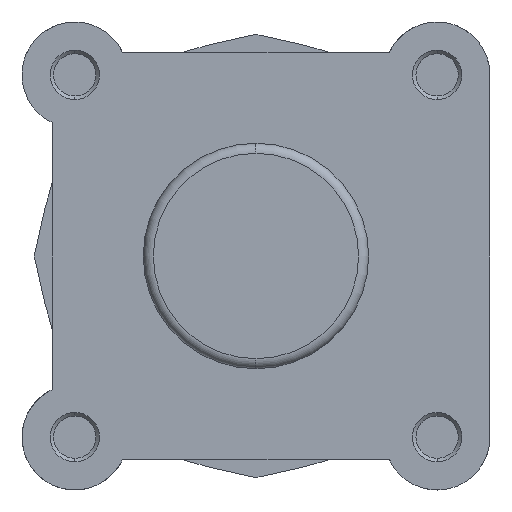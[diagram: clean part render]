
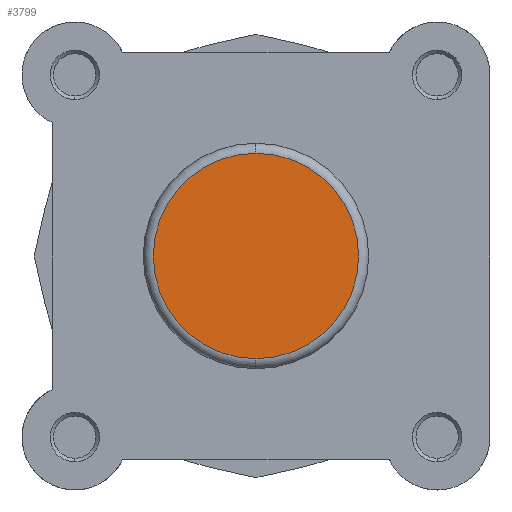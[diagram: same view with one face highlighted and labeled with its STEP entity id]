
A CAD part, left-side view. The second image highlights one B-rep face of the part: STEP entity #3799.
In plain terms, the highlighted planar face has unit normal (-1, 0, 0).
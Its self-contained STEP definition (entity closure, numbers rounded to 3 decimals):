
#647 = EDGE_CURVE ( 'NONE', #3554, #3553, #3051, .T. ) ;
#705 = EDGE_CURVE ( 'NONE', #3553, #3554, #3167, .T. ) ;
#992 = AXIS2_PLACEMENT_3D ( 'NONE', #4034, #4035, #4036 ) ;
#1024 = AXIS2_PLACEMENT_3D ( 'NONE', #4176, #4183, #4184 ) ;
#1279 = AXIS2_PLACEMENT_3D ( 'NONE', #1694, #1697, #1698 ) ;
#1694 = CARTESIAN_POINT ( 'NONE',  ( 0., 0., 0. ) ) ;
#1695 = PLANE ( 'NONE',  #1279 ) ;
#1697 = DIRECTION ( 'NONE',  ( 1., 0., 0. ) ) ;
#1698 = DIRECTION ( 'NONE',  ( 0., 0., -1. ) ) ;
#2395 = EDGE_LOOP ( 'NONE', ( #2446, #2450 ) ) ;
#2446 = ORIENTED_EDGE ( 'NONE', *, *, #705, .T. ) ;
#2450 = ORIENTED_EDGE ( 'NONE', *, *, #647, .T. ) ;
#3051 = CIRCLE ( 'NONE', #992, 20.4 ) ;
#3167 = CIRCLE ( 'NONE', #1024, 20.4 ) ;
#3553 = VERTEX_POINT ( 'NONE', #4993 ) ;
#3554 = VERTEX_POINT ( 'NONE', #4994 ) ;
#3799 = ADVANCED_FACE ( 'NONE', ( #5580 ), #1695, .F. ) ;
#4034 = CARTESIAN_POINT ( 'NONE',  ( 0., 0., 0. ) ) ;
#4035 = DIRECTION ( 'NONE',  ( -1., 0., 0. ) ) ;
#4036 = DIRECTION ( 'NONE',  ( 0., 0., -1. ) ) ;
#4176 = CARTESIAN_POINT ( 'NONE',  ( 0., 0., 0. ) ) ;
#4183 = DIRECTION ( 'NONE',  ( -1., 0., 0. ) ) ;
#4184 = DIRECTION ( 'NONE',  ( 0., 0., -1. ) ) ;
#4993 = CARTESIAN_POINT ( 'NONE',  ( 0., 0., -20.4 ) ) ;
#4994 = CARTESIAN_POINT ( 'NONE',  ( 0., 0., 20.4 ) ) ;
#5580 = FACE_OUTER_BOUND ( 'NONE', #2395, .T. ) ;
